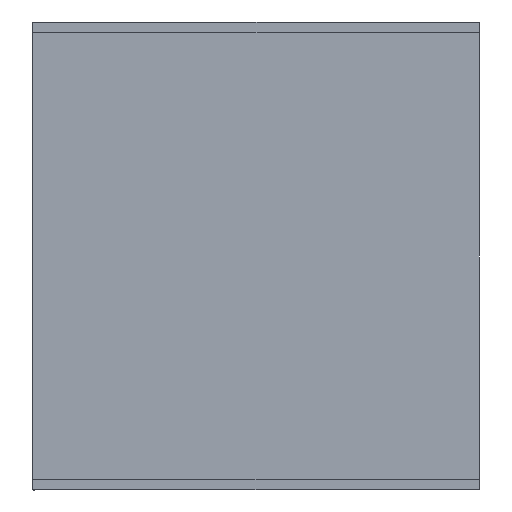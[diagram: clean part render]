
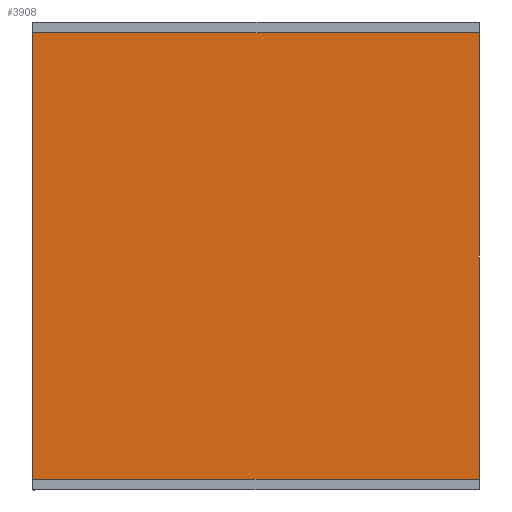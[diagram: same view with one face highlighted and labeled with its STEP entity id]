
A CAD part, front view. The second image highlights one B-rep face of the part: STEP entity #3908.
In plain terms, the highlighted planar face has unit normal (0, -1, 0).
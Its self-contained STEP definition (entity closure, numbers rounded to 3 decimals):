
#285=FACE_OUTER_BOUND('',#479,.T.);
#479=EDGE_LOOP('',(#2559,#2560,#2561,#2562));
#737=LINE('',#5537,#1218);
#738=LINE('',#5539,#1219);
#739=LINE('',#5541,#1220);
#740=LINE('',#5542,#1221);
#1218=VECTOR('',#4525,10.);
#1219=VECTOR('',#4526,10.);
#1220=VECTOR('',#4527,10.);
#1221=VECTOR('',#4528,10.);
#1699=VERTEX_POINT('',#5535);
#1700=VERTEX_POINT('',#5536);
#1701=VERTEX_POINT('',#5538);
#1702=VERTEX_POINT('',#5540);
#2043=EDGE_CURVE('',#1699,#1700,#737,.T.);
#2044=EDGE_CURVE('',#1700,#1701,#738,.T.);
#2045=EDGE_CURVE('',#1702,#1701,#739,.T.);
#2046=EDGE_CURVE('',#1699,#1702,#740,.T.);
#2559=ORIENTED_EDGE('',*,*,#2043,.T.);
#2560=ORIENTED_EDGE('',*,*,#2044,.T.);
#2561=ORIENTED_EDGE('',*,*,#2045,.F.);
#2562=ORIENTED_EDGE('',*,*,#2046,.F.);
#3591=PLANE('',#4255);
#3908=ADVANCED_FACE('',(#285),#3591,.T.);
#4255=AXIS2_PLACEMENT_3D('',#5534,#4523,#4524);
#4523=DIRECTION('center_axis',(0.,-1.,0.));
#4524=DIRECTION('ref_axis',(1.,0.,0.));
#4525=DIRECTION('',(1.,0.,0.));
#4526=DIRECTION('',(0.,0.,1.));
#4527=DIRECTION('',(1.,0.,0.));
#4528=DIRECTION('',(0.,0.,1.));
#5534=CARTESIAN_POINT('Origin',(-135.,-77.,0.));
#5535=CARTESIAN_POINT('',(-135.,-77.,0.));
#5536=CARTESIAN_POINT('',(135.,-77.,0.));
#5537=CARTESIAN_POINT('',(-135.,-77.,0.));
#5538=CARTESIAN_POINT('',(135.,-77.,270.));
#5539=CARTESIAN_POINT('',(135.,-77.,0.));
#5540=CARTESIAN_POINT('',(-135.,-77.,270.));
#5541=CARTESIAN_POINT('',(-135.,-77.,270.));
#5542=CARTESIAN_POINT('',(-135.,-77.,0.));
